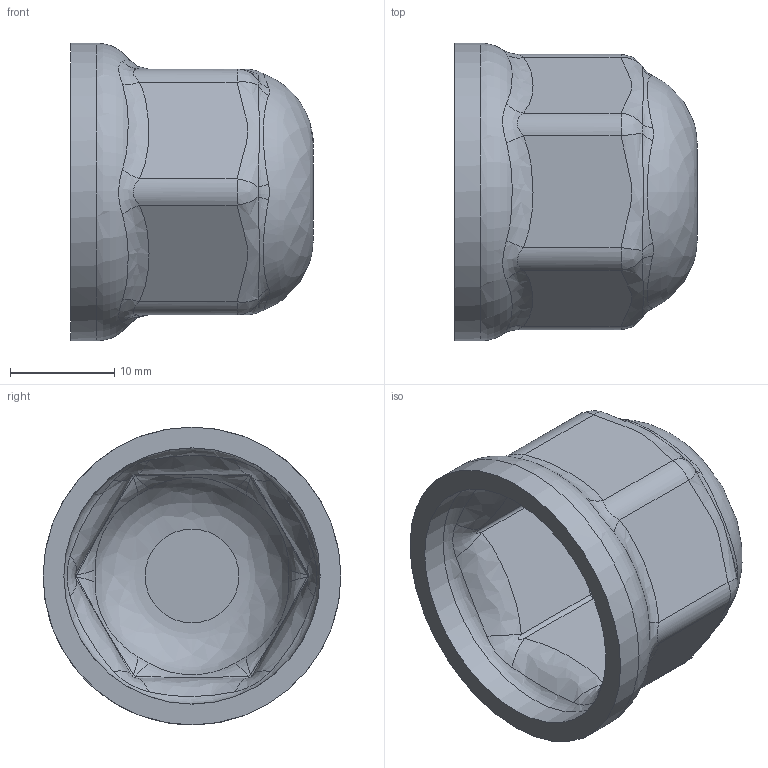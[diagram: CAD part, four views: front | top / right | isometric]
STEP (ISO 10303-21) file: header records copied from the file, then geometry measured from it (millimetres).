
FILE_DESCRIPTION(/* description */ (''),/* implementation_level */ '2;1');
FILE_NAME(/* name */ 'Sicherungsmuffe - DIN125 M12 - P - WB-Steelplus GmbH-.stp',/* time_stamp */ '2022-11-08T10:44:01+01:00',/* author */ ('m.stukenborg'),/* organization */ (''),/* preprocessor_version */ 'ST-DEVELOPER v16.5',/* originating_system */ 'Autodesk Inventor 2017',/* authorisation */ '');
FILE_SCHEMA (('AUTOMOTIVE_DESIGN { 1 0 10303 214 3 1 1 }'));
Length unit declared in the file: millimetre
Products named in the file (1): Muffe_DIN125_M12
Bounding box: 23.3 x 28.6 x 28.6 mm (x, y, z)
Volume: 3766.8 mm3; surface area: 3959.8 mm2
Topology: 1 solids, 1 shells, 138 faces, 322 edges, 190 vertices
Faces by surface type: bspline 85, plane 37, cylinder 14, torus 2
Full cylindrical faces by diameter (mm): 24.6 x1, 28.6 x1
Entity records: 6564 total; most frequent: CARTESIAN_POINT 3868, ORIENTED_EDGE 632, DIRECTION 400, EDGE_CURVE 316, VERTEX_POINT 188, AXIS2_PLACEMENT_3D 154, EDGE_LOOP 146, FACE_OUTER_BOUND 138
